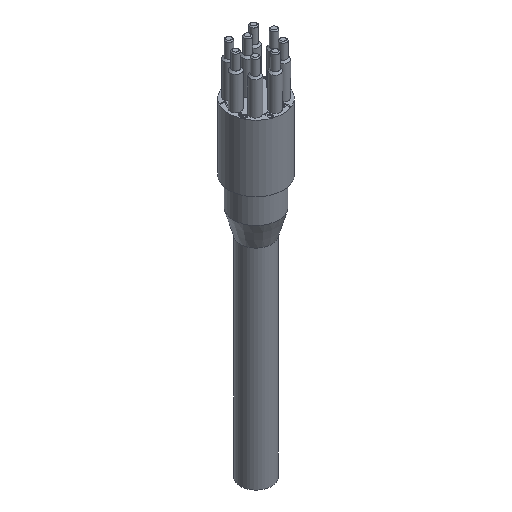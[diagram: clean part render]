
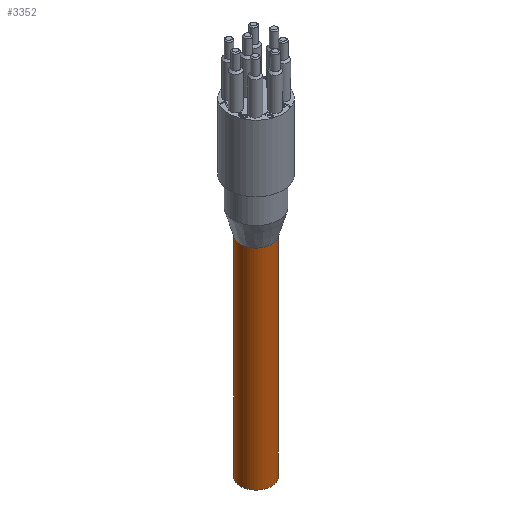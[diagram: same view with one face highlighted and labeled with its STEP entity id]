
A CAD part, isometric view. The second image highlights one B-rep face of the part: STEP entity #3352.
In plain terms, the highlighted cylindrical face has radius 4.5 mm (diameter 9 mm), a full revolution.
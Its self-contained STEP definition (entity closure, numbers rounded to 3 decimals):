
#28=CYLINDRICAL_SURFACE($,#3511,4.5);
#89=CIRCLE($,#3512,4.5);
#90=CIRCLE($,#3513,4.5);
#395=FACE_BOUND($,#837,.T.);
#588=FACE_OUTER_BOUND($,#836,.T.);
#836=EDGE_LOOP($,(#3036));
#837=EDGE_LOOP($,(#3037));
#1665=VERTEX_POINT($,#6373);
#1666=VERTEX_POINT($,#6375);
#2125=EDGE_CURVE($,#1665,#1665,#89,.T.);
#2126=EDGE_CURVE($,#1666,#1666,#90,.T.);
#3036=ORIENTED_EDGE($,*,*,#2125,.T.);
#3037=ORIENTED_EDGE($,*,*,#2126,.F.);
#3352=ADVANCED_FACE($,(#588,#395),#28,.T.);
#3511=AXIS2_PLACEMENT_3D($,#6372,#4073,#4074);
#3512=AXIS2_PLACEMENT_3D($,#6374,#4075,#4076);
#3513=AXIS2_PLACEMENT_3D($,#6376,#4077,#4078);
#4073=DIRECTION('center_axis',(0.,0.,-1.));
#4074=DIRECTION('ref_axis',(1.,0.,0.));
#4075=DIRECTION('center_axis',(0.,0.,1.));
#4076=DIRECTION('ref_axis',(1.,0.,0.));
#4077=DIRECTION('center_axis',(0.,0.,1.));
#4078=DIRECTION('ref_axis',(1.,0.,0.));
#6372=CARTESIAN_POINT('Origin',(0.,0.,-15.));
#6373=CARTESIAN_POINT('',(-4.5,0.,-75.));
#6374=CARTESIAN_POINT('Origin',(0.,0.,-75.));
#6375=CARTESIAN_POINT('',(4.5,0.,-15.));
#6376=CARTESIAN_POINT('Origin',(0.,0.,-15.));
